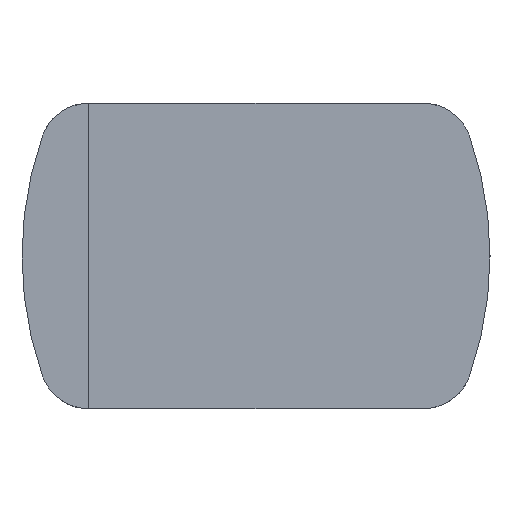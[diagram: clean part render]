
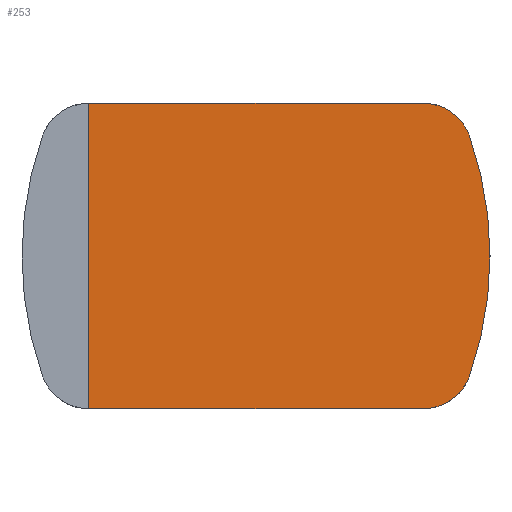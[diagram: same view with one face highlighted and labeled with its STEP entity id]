
A CAD part, top view. The second image highlights one B-rep face of the part: STEP entity #253.
In plain terms, the highlighted planar face has unit normal (0, 0, 1).
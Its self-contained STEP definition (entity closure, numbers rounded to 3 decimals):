
#253=ADVANCED_FACE('',(#524),#525,.T.);
#524=FACE_OUTER_BOUND('',#815,.T.);
#525=PLANE('',#816);
#815=EDGE_LOOP('',(#1501,#1502,#1503,#1504,#1505,#1506,#1507,#1508));
#816=AXIS2_PLACEMENT_3D('',#1509,#1510,#1511);
#1501=ORIENTED_EDGE('',*,*,#1916,.T.);
#1502=ORIENTED_EDGE('',*,*,#1818,.T.);
#1503=ORIENTED_EDGE('',*,*,#1930,.T.);
#1504=ORIENTED_EDGE('',*,*,#1929,.T.);
#1505=ORIENTED_EDGE('',*,*,#1881,.T.);
#1506=ORIENTED_EDGE('',*,*,#1972,.F.);
#1507=ORIENTED_EDGE('',*,*,#1973,.F.);
#1508=ORIENTED_EDGE('',*,*,#1937,.T.);
#1509=CARTESIAN_POINT('',(0.0,0.0,0.0));
#1510=DIRECTION('',(0.0,0.0,1.0));
#1511=DIRECTION('',(0.0,-1.0,0.0));
#1818=EDGE_CURVE('',#2194,#2191,#2195,.T.);
#1881=EDGE_CURVE('',#2301,#2270,#2302,.F.);
#1916=EDGE_CURVE('',#2353,#2194,#2354,.F.);
#1929=EDGE_CURVE('',#2372,#2301,#2373,.T.);
#1930=EDGE_CURVE('',#2191,#2372,#2374,.T.);
#1937=EDGE_CURVE('',#2382,#2353,#2383,.T.);
#1972=EDGE_CURVE('',#2425,#2270,#2426,.T.);
#1973=EDGE_CURVE('',#2382,#2425,#2427,.T.);
#2191=VERTEX_POINT('',#3023);
#2194=VERTEX_POINT('',#3027);
#2195=CIRCLE('',#3028,190.);
#2270=VERTEX_POINT('',#3108);
#2301=VERTEX_POINT('',#3148);
#2302=CIRCLE('',#3149,25.795);
#2353=VERTEX_POINT('',#3224);
#2354=CIRCLE('',#3225,25.795);
#2372=VERTEX_POINT('',#3249);
#2373=CIRCLE('',#3250,190.);
#2374=CIRCLE('',#3251,190.);
#2382=VERTEX_POINT('',#3262);
#2383=LINE('',#3263,#3264);
#2425=VERTEX_POINT('',#3327);
#2426=LINE('',#3328,#3329);
#2427=LINE('',#3330,#3331);
#3023=CARTESIAN_POINT('',(210.061,-0.001,0.));
#3027=CARTESIAN_POINT('',(199.411,-62.72,0.));
#3028=AXIS2_PLACEMENT_3D('',#3873,#3874,#3875);
#3108=CARTESIAN_POINT('',(175.0,80.,0.));
#3148=CARTESIAN_POINT('',(199.409,62.721,0.));
#3149=AXIS2_PLACEMENT_3D('',#3998,#3999,#4000);
#3224=CARTESIAN_POINT('',(175.0,-80.,0.));
#3225=AXIS2_PLACEMENT_3D('',#4038,#4039,#4040);
#3249=CARTESIAN_POINT('',(210.061,0.,0.));
#3250=AXIS2_PLACEMENT_3D('',#4056,#4057,#4058);
#3251=AXIS2_PLACEMENT_3D('',#4059,#4060,#4061);
#3262=CARTESIAN_POINT('',(0.0,-80.0,0.0));
#3263=CARTESIAN_POINT('',(0.0,-80.0,0.0));
#3264=VECTOR('',#4065,1.0);
#3327=CARTESIAN_POINT('',(0.0,80.0,0.0));
#3328=CARTESIAN_POINT('',(0.0,80.0,0.0));
#3329=VECTOR('',#4087,1.0);
#3330=CARTESIAN_POINT('',(0.0,-80.0,0.0));
#3331=VECTOR('',#4088,1.0);
#3873=CARTESIAN_POINT('',(20.061,-0.001,0.));
#3874=DIRECTION('',(0.,0.,1.0));
#3875=DIRECTION('',(1.0,0.,0.));
#3998=CARTESIAN_POINT('',(175.06,54.206,0.));
#3999=DIRECTION('',(0.,0.,-1.0));
#4000=DIRECTION('',(1.0,0.,0.));
#4038=CARTESIAN_POINT('',(175.061,-54.205,0.));
#4039=DIRECTION('',(0.,0.,-1.0));
#4040=DIRECTION('',(1.0,0.,0.));
#4056=CARTESIAN_POINT('',(20.061,-0.001,0.));
#4057=DIRECTION('',(0.,0.,1.0));
#4058=DIRECTION('',(1.0,0.,0.));
#4059=CARTESIAN_POINT('',(20.061,-0.001,0.));
#4060=DIRECTION('',(0.,0.,1.0));
#4061=DIRECTION('',(1.0,0.,0.));
#4065=DIRECTION('',(1.0,0.0,0.0));
#4087=DIRECTION('',(1.0,0.0,0.0));
#4088=DIRECTION('',(0.0,1.0,0.0));
